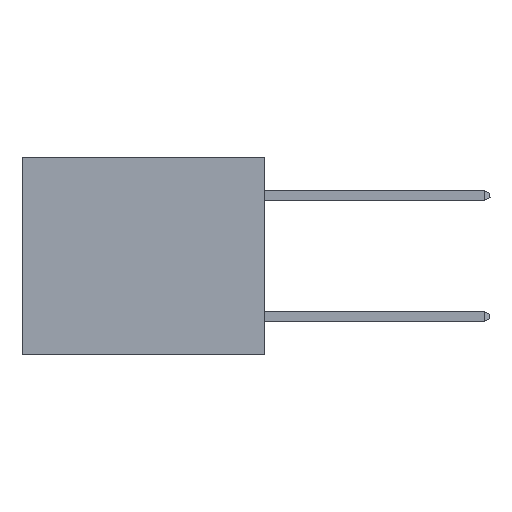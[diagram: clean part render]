
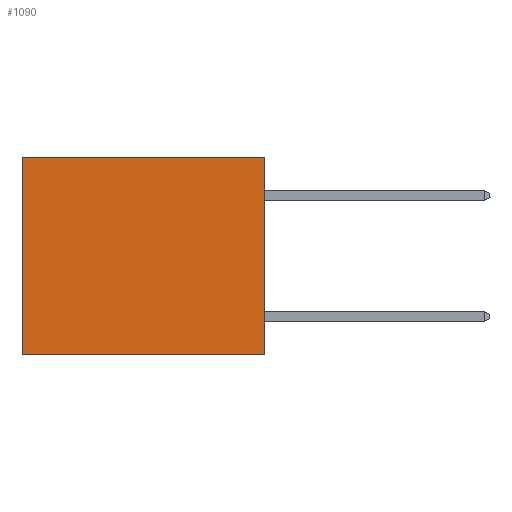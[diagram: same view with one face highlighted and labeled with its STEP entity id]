
A CAD part, left-side view. The second image highlights one B-rep face of the part: STEP entity #1090.
In plain terms, the highlighted planar face has unit normal (-1, 0, 0).
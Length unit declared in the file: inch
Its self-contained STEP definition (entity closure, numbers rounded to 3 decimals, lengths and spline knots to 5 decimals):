
#206 = CARTESIAN_POINT ( 'NONE',  ( 0.3165, 0., 0. ) ) ;
#370 = LINE ( 'NONE', #22526, #8376 ) ;
#435 = LINE ( 'NONE', #24664, #15638 ) ;
#851 = LINE ( 'NONE', #27693, #19448 ) ;
#1090 = ADVANCED_FACE ( 'NONE', ( #31247 ), #8523, .F. ) ;
#1239 = ORIENTED_EDGE ( 'NONE', *, *, #27739, .T. ) ;
#1735 = EDGE_CURVE ( 'NONE', #4405, #3741, #435, .T. ) ;
#2913 = EDGE_CURVE ( 'NONE', #4405, #6129, #370, .T. ) ;
#2918 = DIRECTION ( 'NONE',  ( 0., 1., 0. ) ) ;
#3095 = EDGE_CURVE ( 'NONE', #6129, #30143, #7203, .T. ) ;
#3606 = DIRECTION ( 'NONE',  ( 0., 0., -1. ) ) ;
#3741 = VERTEX_POINT ( 'NONE', #8455 ) ;
#4113 = ORIENTED_EDGE ( 'NONE', *, *, #1735, .T. ) ;
#4405 = VERTEX_POINT ( 'NONE', #206 ) ;
#6129 = VERTEX_POINT ( 'NONE', #27018 ) ;
#6289 = CARTESIAN_POINT ( 'NONE',  ( 0.3165, 0., -0.49 ) ) ;
#7203 = LINE ( 'NONE', #19348, #20860 ) ;
#7724 = CARTESIAN_POINT ( 'NONE',  ( 0.3165, 0.6, -0.49 ) ) ;
#8187 = ORIENTED_EDGE ( 'NONE', *, *, #2913, .F. ) ;
#8376 = VECTOR ( 'NONE', #10479, 39.37008 ) ;
#8455 = CARTESIAN_POINT ( 'NONE',  ( 0.3165, 0.6, 0. ) ) ;
#8523 = PLANE ( 'NONE',  #11009 ) ;
#10479 = DIRECTION ( 'NONE',  ( 0., 0., -1. ) ) ;
#11009 = AXIS2_PLACEMENT_3D ( 'NONE', #6289, #18171, #3606 ) ;
#15638 = VECTOR ( 'NONE', #2918, 39.37008 ) ;
#18171 = DIRECTION ( 'NONE',  ( 1., 0., 0. ) ) ;
#19348 = CARTESIAN_POINT ( 'NONE',  ( 0.3165, 0., -0.49 ) ) ;
#19448 = VECTOR ( 'NONE', #19541, 39.37008 ) ;
#19541 = DIRECTION ( 'NONE',  ( 0., 0., -1. ) ) ;
#20860 = VECTOR ( 'NONE', #29093, 39.37008 ) ;
#22526 = CARTESIAN_POINT ( 'NONE',  ( 0.3165, 0., -0.49 ) ) ;
#24286 = EDGE_LOOP ( 'NONE', ( #1239, #24941, #8187, #4113 ) ) ;
#24664 = CARTESIAN_POINT ( 'NONE',  ( 0.3165, 0., 0. ) ) ;
#24941 = ORIENTED_EDGE ( 'NONE', *, *, #3095, .F. ) ;
#27018 = CARTESIAN_POINT ( 'NONE',  ( 0.3165, 0., -0.49 ) ) ;
#27693 = CARTESIAN_POINT ( 'NONE',  ( 0.3165, 0.6, -0.49 ) ) ;
#27739 = EDGE_CURVE ( 'NONE', #3741, #30143, #851, .T. ) ;
#29093 = DIRECTION ( 'NONE',  ( 0., 1., 0. ) ) ;
#30143 = VERTEX_POINT ( 'NONE', #7724 ) ;
#31247 = FACE_OUTER_BOUND ( 'NONE', #24286, .T. ) ;
